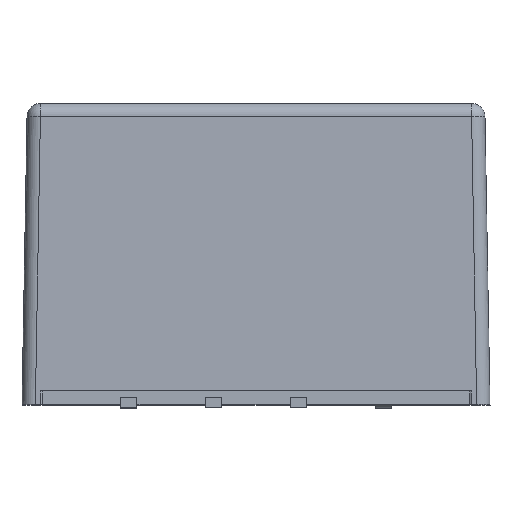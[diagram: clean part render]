
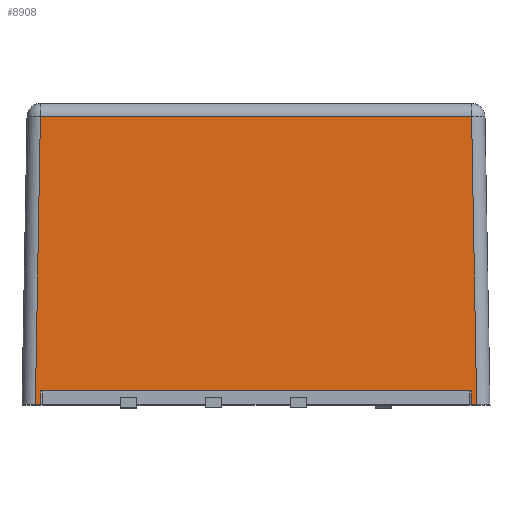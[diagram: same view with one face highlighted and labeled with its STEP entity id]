
A CAD part, top view. The second image highlights one B-rep face of the part: STEP entity #8908.
In plain terms, the highlighted planar face has unit normal (0, 0.018, 1).
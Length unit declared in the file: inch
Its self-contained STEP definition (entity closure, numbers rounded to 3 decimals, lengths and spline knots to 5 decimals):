
#382 = EDGE_CURVE ( 'NONE', #1865, #3735, #13179, .T. ) ;
#491 = DIRECTION ( 'NONE',  ( -1., 0., 0. ) ) ;
#511 = ORIENTED_EDGE ( 'NONE', *, *, #13544, .F. ) ;
#688 = CARTESIAN_POINT ( 'NONE',  ( 0.25366, 0.01575, 0.27532 ) ) ;
#1221 = PLANE ( 'NONE',  #10981 ) ;
#1398 = DIRECTION ( 'NONE',  ( 0.017, 1., -0.017 ) ) ;
#1513 = DIRECTION ( 'NONE',  ( -1., 0., 0. ) ) ;
#1659 = ORIENTED_EDGE ( 'NONE', *, *, #2628, .T. ) ;
#1665 = LINE ( 'NONE', #6915, #6241 ) ;
#1700 = CARTESIAN_POINT ( 'NONE',  ( 0., 0.16943, 0.27263 ) ) ;
#1738 = DIRECTION ( 'NONE',  ( -1., 0., 0. ) ) ;
#1796 = ORIENTED_EDGE ( 'NONE', *, *, #382, .F. ) ;
#1865 = VERTEX_POINT ( 'NONE', #10054 ) ;
#2104 = VECTOR ( 'NONE', #1513, 39.37008 ) ;
#2171 = LINE ( 'NONE', #10661, #13416 ) ;
#2196 = CARTESIAN_POINT ( 'NONE',  ( -0.25393, 0.33886, 0.26968 ) ) ;
#2423 = DIRECTION ( 'NONE',  ( -0.017, -1., 0.017 ) ) ;
#2451 = ORIENTED_EDGE ( 'NONE', *, *, #13177, .F. ) ;
#2628 = EDGE_CURVE ( 'NONE', #5509, #10941, #2171, .T. ) ;
#2648 = CARTESIAN_POINT ( 'NONE',  ( -0.25393, 0., 0.27559 ) ) ;
#2674 = LINE ( 'NONE', #688, #3804 ) ;
#2877 = DIRECTION ( 'NONE',  ( 0.017, -1., 0.017 ) ) ;
#3263 = VECTOR ( 'NONE', #2423, 39.37008 ) ;
#3414 = ORIENTED_EDGE ( 'NONE', *, *, #9897, .F. ) ;
#3520 = CARTESIAN_POINT ( 'NONE',  ( -0.25984, 0., 0.27559 ) ) ;
#3678 = CARTESIAN_POINT ( 'NONE',  ( -0.25393, 0., 0.27559 ) ) ;
#3713 = CARTESIAN_POINT ( 'NONE',  ( 0.25393, 0., 0.27559 ) ) ;
#3735 = VERTEX_POINT ( 'NONE', #11668 ) ;
#3804 = VECTOR ( 'NONE', #1738, 39.37008 ) ;
#4160 = CARTESIAN_POINT ( 'NONE',  ( 0.25984, 0., 0.27559 ) ) ;
#4378 = ORIENTED_EDGE ( 'NONE', *, *, #13773, .F. ) ;
#4936 = DIRECTION ( 'NONE',  ( 0., 0.017, 1. ) ) ;
#5509 = VERTEX_POINT ( 'NONE', #9245 ) ;
#5871 = VERTEX_POINT ( 'NONE', #7383 ) ;
#5907 = VERTEX_POINT ( 'NONE', #2648 ) ;
#6241 = VECTOR ( 'NONE', #2877, 39.37008 ) ;
#6601 = LINE ( 'NONE', #10822, #3263 ) ;
#6915 = CARTESIAN_POINT ( 'NONE',  ( 0.25393, 0.33886, 0.26968 ) ) ;
#7223 = EDGE_LOOP ( 'NONE', ( #1659, #4378, #511, #3414, #2451, #1796, #13060, #7875 ) ) ;
#7383 = CARTESIAN_POINT ( 'NONE',  ( -0.25984, 0., 0.27559 ) ) ;
#7842 = VECTOR ( 'NONE', #13109, 39.37008 ) ;
#7875 = ORIENTED_EDGE ( 'NONE', *, *, #12230, .F. ) ;
#8500 = DIRECTION ( 'NONE',  ( -1., 0., 0. ) ) ;
#8751 = CARTESIAN_POINT ( 'NONE',  ( 0.25984, 0., 0.27559 ) ) ;
#8768 = LINE ( 'NONE', #3520, #13327 ) ;
#8897 = VECTOR ( 'NONE', #491, 39.37008 ) ;
#8908 = ADVANCED_FACE ( 'NONE', ( #10753 ), #1221, .T. ) ;
#9245 = CARTESIAN_POINT ( 'NONE',  ( 0.25393, 0.33886, 0.26968 ) ) ;
#9440 = EDGE_CURVE ( 'NONE', #12952, #1865, #12010, .T. ) ;
#9897 = EDGE_CURVE ( 'NONE', #11612, #5907, #6601, .T. ) ;
#10054 = CARTESIAN_POINT ( 'NONE',  ( 0.25393, 0., 0.27559 ) ) ;
#10616 = CARTESIAN_POINT ( 'NONE',  ( -0.25366, 0.01575, 0.27532 ) ) ;
#10661 = CARTESIAN_POINT ( 'NONE',  ( 0.25393, 0.33886, 0.26968 ) ) ;
#10753 = FACE_OUTER_BOUND ( 'NONE', #7223, .T. ) ;
#10822 = CARTESIAN_POINT ( 'NONE',  ( -0.25366, 0.01575, 0.27532 ) ) ;
#10885 = LINE ( 'NONE', #3678, #8897 ) ;
#10941 = VERTEX_POINT ( 'NONE', #2196 ) ;
#10981 = AXIS2_PLACEMENT_3D ( 'NONE', #1700, #4936, #13231 ) ;
#11612 = VERTEX_POINT ( 'NONE', #10616 ) ;
#11668 = CARTESIAN_POINT ( 'NONE',  ( 0.25366, 0.01575, 0.27532 ) ) ;
#12010 = LINE ( 'NONE', #8751, #2104 ) ;
#12230 = EDGE_CURVE ( 'NONE', #5509, #12952, #1665, .T. ) ;
#12952 = VERTEX_POINT ( 'NONE', #4160 ) ;
#13060 = ORIENTED_EDGE ( 'NONE', *, *, #9440, .F. ) ;
#13109 = DIRECTION ( 'NONE',  ( -0.017, 1., -0.017 ) ) ;
#13177 = EDGE_CURVE ( 'NONE', #3735, #11612, #2674, .T. ) ;
#13179 = LINE ( 'NONE', #3713, #7842 ) ;
#13231 = DIRECTION ( 'NONE',  ( 1., 0., 0. ) ) ;
#13327 = VECTOR ( 'NONE', #1398, 39.37008 ) ;
#13416 = VECTOR ( 'NONE', #8500, 39.37008 ) ;
#13544 = EDGE_CURVE ( 'NONE', #5907, #5871, #10885, .T. ) ;
#13773 = EDGE_CURVE ( 'NONE', #5871, #10941, #8768, .T. ) ;
